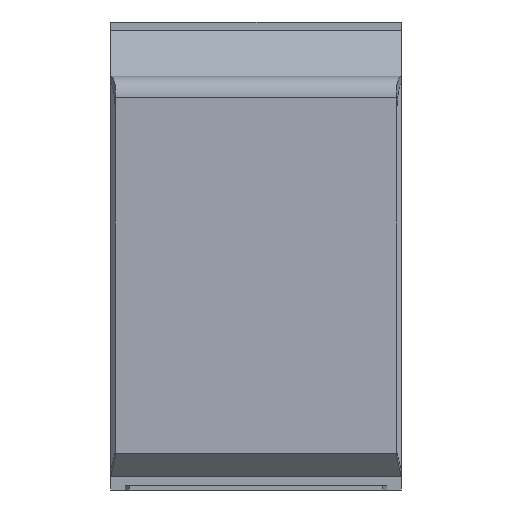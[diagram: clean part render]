
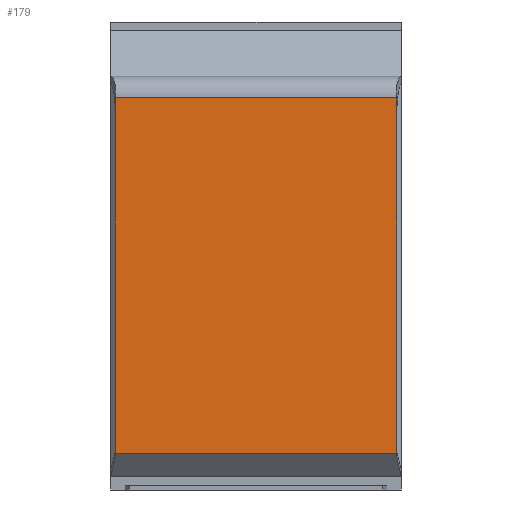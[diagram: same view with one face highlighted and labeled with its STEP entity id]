
A CAD part, front view. The second image highlights one B-rep face of the part: STEP entity #179.
In plain terms, the highlighted planar face has unit normal (0, -1, 0).
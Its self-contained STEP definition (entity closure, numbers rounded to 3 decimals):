
#179=ADVANCED_FACE('',(#422),#423,.F.);
#422=FACE_OUTER_BOUND('',#1043,.T.);
#423=PLANE('',#1044);
#1043=EDGE_LOOP('',(#1825,#1826,#1827,#1828));
#1044=AXIS2_PLACEMENT_3D('',#1829,#1830,#1831);
#1825=ORIENTED_EDGE('',*,*,#3861,.F.);
#1826=ORIENTED_EDGE('',*,*,#3862,.F.);
#1827=ORIENTED_EDGE('',*,*,#3863,.F.);
#1828=ORIENTED_EDGE('',*,*,#3864,.F.);
#1829=CARTESIAN_POINT('',(-103.39,-85.455,327.05));
#1830=DIRECTION('',(0.,1.0,0.0));
#1831=DIRECTION('',(-1.0,0.,0.0));
#3861=EDGE_CURVE('',#4460,#4461,#4462,.F.);
#3862=EDGE_CURVE('',#4463,#4460,#4464,.T.);
#3863=EDGE_CURVE('',#4465,#4463,#4466,.T.);
#3864=EDGE_CURVE('',#4461,#4465,#4467,.F.);
#4460=VERTEX_POINT('',#5720);
#4461=VERTEX_POINT('',#5721);
#4462=LINE('',#5722,#5723);
#4463=VERTEX_POINT('',#5724);
#4464=LINE('',#5725,#5726);
#4465=VERTEX_POINT('',#5727);
#4466=LINE('',#5728,#5729);
#4467=LINE('',#5730,#5731);
#5720=CARTESIAN_POINT('',(-103.39,-85.455,277.746));
#5721=CARTESIAN_POINT('',(103.39,-85.455,277.746));
#5722=CARTESIAN_POINT('',(-103.39,-85.455,277.746));
#5723=VECTOR('',#7139,1.0);
#5724=CARTESIAN_POINT('',(-103.39,-85.455,16.88));
#5725=CARTESIAN_POINT('',(-103.39,-85.455,327.05));
#5726=VECTOR('',#7140,1.0);
#5727=CARTESIAN_POINT('',(103.39,-85.455,16.88));
#5728=CARTESIAN_POINT('',(-103.39,-85.455,16.88));
#5729=VECTOR('',#7141,1.0);
#5730=CARTESIAN_POINT('',(103.39,-85.455,327.05));
#5731=VECTOR('',#7142,1.0);
#7139=DIRECTION('',(-1.0,0.,0.0));
#7140=DIRECTION('',(0.0,0.0,1.0));
#7141=DIRECTION('',(-1.0,0.,0.0));
#7142=DIRECTION('',(0.0,0.0,1.0));
